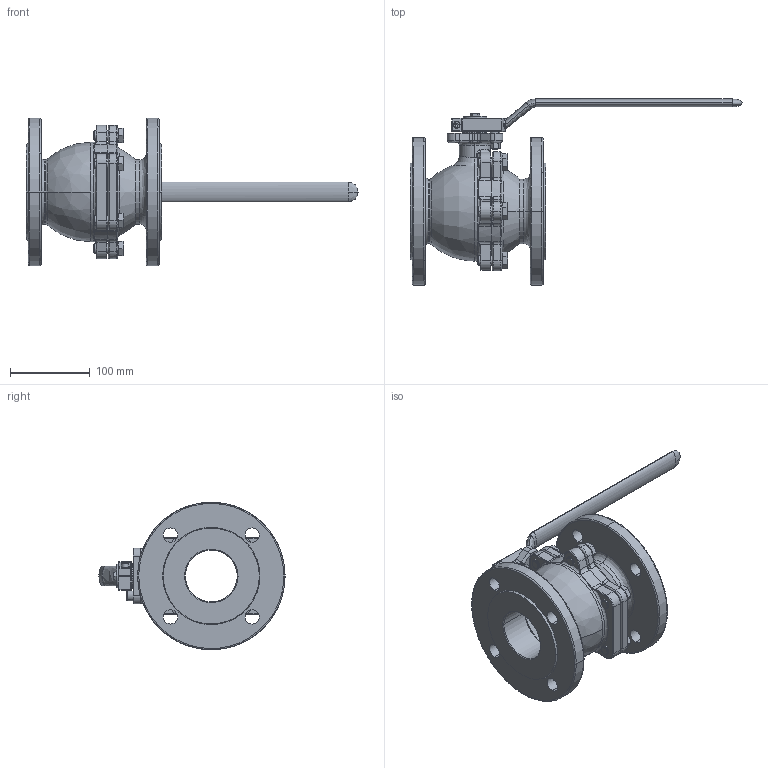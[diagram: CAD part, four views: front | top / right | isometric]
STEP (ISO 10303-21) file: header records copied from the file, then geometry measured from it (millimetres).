
FILE_DESCRIPTION (( 'STEP AP214' ), '1' );
FILE_NAME ('Fig. 150 DN-065.STEP', '2021-02-04T11:42:14', ( '' ), ( '' ), 'SwSTEP 2.0', 'SolidWorks 2020', '' );
FILE_SCHEMA (( 'AUTOMOTIVE_DESIGN' ));
Length unit declared in the file: millimetre
Products named in the file (1): Fig. 150  DN-065
Bounding box: 416.49 x 233.5 x 185 mm (x, y, z)
Volume: 1484346.8 mm3; surface area: 309636.5 mm2
Topology: 16 solids, 16 shells, 852 faces, 1995 edges, 1176 vertices
Faces by surface type: cylinder 280, plane 244, bspline 187, cone 121, sphere 15, torus 5
Entity records: 46427 total; most frequent: CARTESIAN_POINT 18442, ORIENTED_EDGE 3900, DIRECTION 3779, EDGE_CURVE 1950, AXIS2_PLACEMENT_3D 1551, VERTEX_POINT 1166, EDGE_LOOP 952, CIRCLE 885
